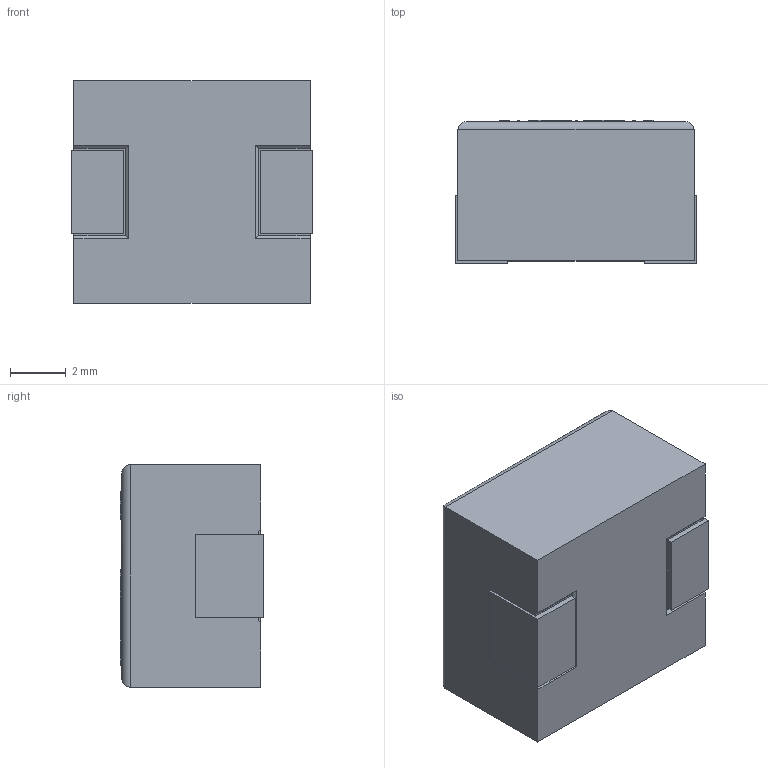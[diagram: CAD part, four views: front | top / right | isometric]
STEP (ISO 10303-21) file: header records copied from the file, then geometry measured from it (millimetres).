
FILE_DESCRIPTION (( 'STEP AP214' ), '1' );
FILE_NAME ('0.STEP', '2023-07-09T03:29:23', ( '' ), ( '' ), 'SwSTEP 2.0', 'SolidWorks 2022', '' );
FILE_SCHEMA (( 'AUTOMOTIVE_DESIGN' ));
Length unit declared in the file: millimetre
Products named in the file (1): 0
Bounding box: 8.7 x 5.15 x 8 mm (x, y, z)
Volume: 341.9 mm3; surface area: 305.7 mm2
Topology: 1 solids, 1 shells, 293 faces, 812 edges, 540 vertices
Faces by surface type: plane 160, bspline 129, cylinder 4
Entity records: 17909 total; most frequent: CARTESIAN_POINT 8323, ORIENTED_EDGE 1624, DIRECTION 880, EDGE_CURVE 812, VECTOR 550, LINE 550, VERTEX_POINT 540, EDGE_LOOP 312
